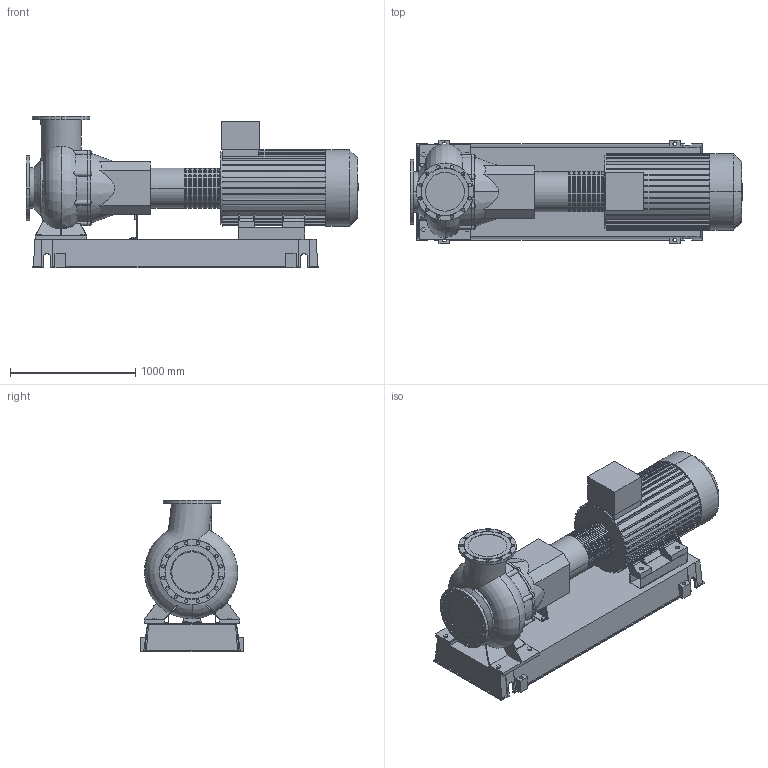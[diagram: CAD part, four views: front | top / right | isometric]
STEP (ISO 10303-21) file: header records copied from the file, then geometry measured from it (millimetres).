
FILE_DESCRIPTION((''),'2;1');
FILE_NAME('3d_NLG300_400-200_4-4453350.stp','2013-10-24T10:30:51',(''),(''),'Mechanical Desktop 2009','Mechanical Desktop 2009',', , ');
FILE_SCHEMA(('CONFIG_CONTROL_DESIGN'));
Length unit declared in the file: millimetre
Products named in the file (1): Product
Bounding box: 2652.5 x 830 x 1212 mm (x, y, z)
Volume: 671845369.9 mm3; surface area: 15831245.3 mm2
Topology: 12 solids, 12 shells, 868 faces, 2281 edges, 1496 vertices
Faces by surface type: plane 396, cylinder 237, bspline 209, torus 14, cone 12
Entity records: 32941 total; most frequent: CARTESIAN_POINT 11480, ORIENTED_EDGE 4564, DIRECTION 4201, EDGE_CURVE 2282, VERTEX_POINT 1496, VECTOR 1413, LINE 1413, AXIS2_PLACEMENT_3D 1394
